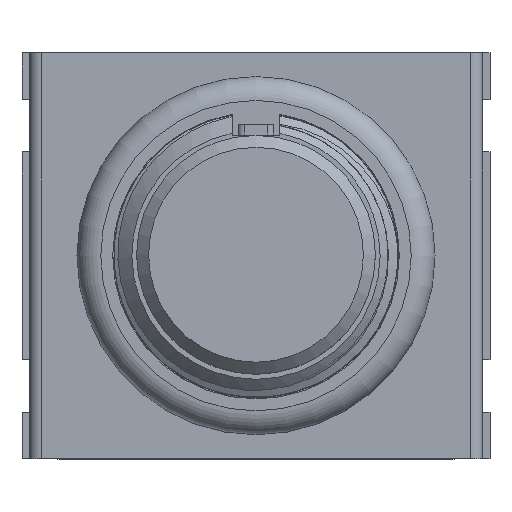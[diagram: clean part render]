
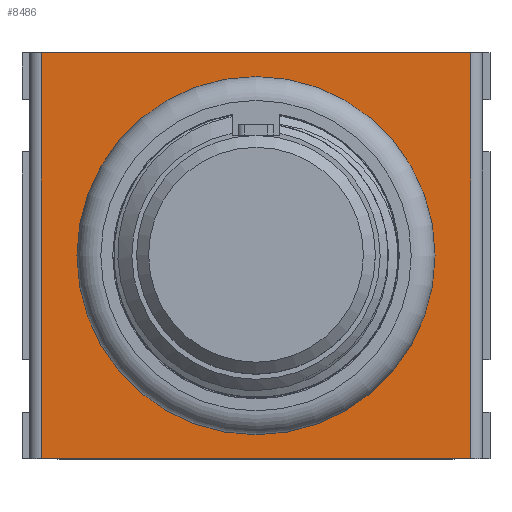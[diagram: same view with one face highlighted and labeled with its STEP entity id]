
A CAD part, top view. The second image highlights one B-rep face of the part: STEP entity #8486.
In plain terms, the highlighted planar face has unit normal (0, 0, 1).
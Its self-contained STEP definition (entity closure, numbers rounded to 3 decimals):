
#354=CIRCLE('',#9020,7.5);
#496=FACE_BOUND('',#1174,.T.);
#699=FACE_OUTER_BOUND('',#1173,.T.);
#1173=EDGE_LOOP('',(#6381,#6382,#6383,#6384));
#1174=EDGE_LOOP('',(#6385));
#1913=LINE('',#12578,#2870);
#1915=LINE('',#12584,#2872);
#1921=LINE('',#12596,#2878);
#1922=LINE('',#12597,#2879);
#2870=VECTOR('',#10302,10.);
#2872=VECTOR('',#10308,10.);
#2878=VECTOR('',#10318,10.);
#2879=VECTOR('',#10319,10.);
#3717=VERTEX_POINT('',#12570);
#3719=VERTEX_POINT('',#12575);
#3720=VERTEX_POINT('',#12577);
#3722=VERTEX_POINT('',#12583);
#3726=VERTEX_POINT('',#12595);
#4713=EDGE_CURVE('',#3717,#3717,#354,.T.);
#4715=EDGE_CURVE('',#3719,#3720,#1913,.T.);
#4718=EDGE_CURVE('',#3722,#3720,#1915,.T.);
#4725=EDGE_CURVE('',#3719,#3726,#1921,.T.);
#4726=EDGE_CURVE('',#3722,#3726,#1922,.T.);
#6381=ORIENTED_EDGE('',*,*,#4715,.F.);
#6382=ORIENTED_EDGE('',*,*,#4725,.T.);
#6383=ORIENTED_EDGE('',*,*,#4726,.F.);
#6384=ORIENTED_EDGE('',*,*,#4718,.T.);
#6385=ORIENTED_EDGE('',*,*,#4713,.T.);
#8146=PLANE('',#9026);
#8486=ADVANCED_FACE('',(#699,#496),#8146,.T.);
#9020=AXIS2_PLACEMENT_3D('',#12572,#10296,#10297);
#9026=AXIS2_PLACEMENT_3D('',#12594,#10316,#10317);
#10296=DIRECTION('center_axis',(0.,0.,-1.));
#10297=DIRECTION('ref_axis',(-1.,0.,0.));
#10302=DIRECTION('',(0.,-1.,0.));
#10308=DIRECTION('',(1.,0.,0.));
#10316=DIRECTION('center_axis',(0.,0.,1.));
#10317=DIRECTION('ref_axis',(1.,0.,0.));
#10318=DIRECTION('',(-1.,0.,0.));
#10319=DIRECTION('',(0.,1.,0.));
#12570=CARTESIAN_POINT('',(-7.5,0.,15.7));
#12572=CARTESIAN_POINT('Origin',(0.,0.,15.7));
#12575=CARTESIAN_POINT('',(9.,8.5,15.7));
#12577=CARTESIAN_POINT('',(9.,-8.5,15.7));
#12578=CARTESIAN_POINT('',(9.,-4.25,15.7));
#12583=CARTESIAN_POINT('',(-9.,-8.5,15.7));
#12584=CARTESIAN_POINT('',(-9.5,-8.5,15.7));
#12594=CARTESIAN_POINT('Origin',(0.,0.,
15.7));
#12595=CARTESIAN_POINT('',(-9.,8.5,15.7));
#12596=CARTESIAN_POINT('',(9.5,8.5,15.7));
#12597=CARTESIAN_POINT('',(-9.,4.25,15.7));
